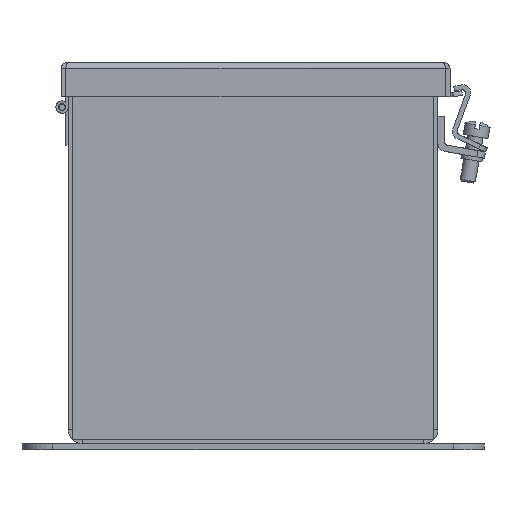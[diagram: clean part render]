
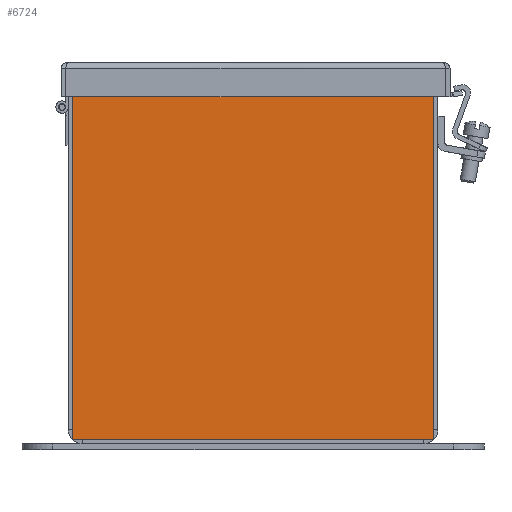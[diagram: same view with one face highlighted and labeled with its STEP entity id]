
A CAD part, left-side view. The second image highlights one B-rep face of the part: STEP entity #6724.
In plain terms, the highlighted face is planar.
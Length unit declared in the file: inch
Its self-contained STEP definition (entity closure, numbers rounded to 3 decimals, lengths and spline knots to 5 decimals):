
#255=PLANE('',#7316);
#503=FACE_OUTER_BOUND('',#861,.T.);
#861=EDGE_LOOP('',(#4585,#4586,#4587,#4588,#4589,#4590,#4591,#4592,#4593,
#4594,#4595,#4596));
#1530=LINE('',#9904,#2224);
#1545=LINE('',#9940,#2239);
#1548=LINE('',#9947,#2242);
#1552=LINE('',#9954,#2246);
#1554=LINE('',#9958,#2248);
#1555=LINE('',#9960,#2249);
#1556=LINE('',#9962,#2250);
#1557=LINE('',#9964,#2251);
#1558=LINE('',#9966,#2252);
#1559=LINE('',#9968,#2253);
#1560=LINE('',#9970,#2254);
#1561=LINE('',#9971,#2255);
#2224=VECTOR('',#8023,0.3937);
#2239=VECTOR('',#8062,0.3937);
#2242=VECTOR('',#8067,0.3937);
#2246=VECTOR('',#8073,0.3937);
#2248=VECTOR('',#8077,0.3937);
#2249=VECTOR('',#8078,0.3937);
#2250=VECTOR('',#8079,0.3937);
#2251=VECTOR('',#8080,0.3937);
#2252=VECTOR('',#8081,0.3937);
#2253=VECTOR('',#8082,0.3937);
#2254=VECTOR('',#8083,0.3937);
#2255=VECTOR('',#8084,0.3937);
#2899=VERTEX_POINT('',#9901);
#2900=VERTEX_POINT('',#9903);
#2909=VERTEX_POINT('',#9939);
#2911=VERTEX_POINT('',#9945);
#2912=VERTEX_POINT('',#9946);
#2915=VERTEX_POINT('',#9957);
#2916=VERTEX_POINT('',#9959);
#2917=VERTEX_POINT('',#9961);
#2918=VERTEX_POINT('',#9963);
#2919=VERTEX_POINT('',#9965);
#2920=VERTEX_POINT('',#9967);
#2921=VERTEX_POINT('',#9969);
#3531=EDGE_CURVE('',#2900,#2899,#1530,.T.);
#3549=EDGE_CURVE('',#2909,#2900,#1545,.T.);
#3552=EDGE_CURVE('',#2911,#2912,#1548,.T.);
#3556=EDGE_CURVE('',#2912,#2909,#1552,.T.);
#3558=EDGE_CURVE('',#2899,#2915,#1554,.T.);
#3559=EDGE_CURVE('',#2915,#2916,#1555,.T.);
#3560=EDGE_CURVE('',#2916,#2917,#1556,.T.);
#3561=EDGE_CURVE('',#2918,#2917,#1557,.T.);
#3562=EDGE_CURVE('',#2919,#2918,#1558,.T.);
#3563=EDGE_CURVE('',#2920,#2919,#1559,.T.);
#3564=EDGE_CURVE('',#2921,#2920,#1560,.T.);
#3565=EDGE_CURVE('',#2911,#2921,#1561,.T.);
#4585=ORIENTED_EDGE('',*,*,#3552,.T.);
#4586=ORIENTED_EDGE('',*,*,#3556,.T.);
#4587=ORIENTED_EDGE('',*,*,#3549,.T.);
#4588=ORIENTED_EDGE('',*,*,#3531,.T.);
#4589=ORIENTED_EDGE('',*,*,#3558,.T.);
#4590=ORIENTED_EDGE('',*,*,#3559,.T.);
#4591=ORIENTED_EDGE('',*,*,#3560,.T.);
#4592=ORIENTED_EDGE('',*,*,#3561,.F.);
#4593=ORIENTED_EDGE('',*,*,#3562,.F.);
#4594=ORIENTED_EDGE('',*,*,#3563,.F.);
#4595=ORIENTED_EDGE('',*,*,#3564,.F.);
#4596=ORIENTED_EDGE('',*,*,#3565,.F.);
#6724=ADVANCED_FACE('',(#503),#255,.F.);
#7316=AXIS2_PLACEMENT_3D('',#9956,#8075,#8076);
#8023=DIRECTION('',(1.,0.,0.));
#8062=DIRECTION('',(0.,1.,0.));
#8067=DIRECTION('',(0.,-1.,0.));
#8073=DIRECTION('',(1.,0.,0.));
#8075=DIRECTION('center_axis',(0.,0.,1.));
#8076=DIRECTION('ref_axis',(1.,0.,0.));
#8077=DIRECTION('',(0.,-1.,0.));
#8078=DIRECTION('',(1.,0.,0.));
#8079=DIRECTION('',(0.,1.,0.));
#8080=DIRECTION('',(-1.,0.,0.));
#8081=DIRECTION('',(0.,1.,0.));
#8082=DIRECTION('',(1.,0.,0.));
#8083=DIRECTION('',(0.,-1.,0.));
#8084=DIRECTION('',(-1.,0.,0.));
#9901=CARTESIAN_POINT('',(5.366,5.82075,0.));
#9903=CARTESIAN_POINT('',(0.486,5.82075,0.));
#9904=CARTESIAN_POINT('',(1.706,5.82075,0.));
#9939=CARTESIAN_POINT('',(0.486,5.82055,0.));
#9940=CARTESIAN_POINT('',(0.486,4.37328,0.));
#9945=CARTESIAN_POINT('',(0.4858,5.852,0.));
#9946=CARTESIAN_POINT('',(0.4858,5.82055,0.));
#9947=CARTESIAN_POINT('',(0.4858,4.389,0.));
#9954=CARTESIAN_POINT('',(1.7059,5.82055,0.));
#9956=CARTESIAN_POINT('Origin',(2.926,2.926,0.));
#9957=CARTESIAN_POINT('',(5.366,5.82055,0.));
#9958=CARTESIAN_POINT('',(5.366,4.389,0.));
#9959=CARTESIAN_POINT('',(5.3662,5.82055,0.));
#9960=CARTESIAN_POINT('',(4.146,5.82055,0.));
#9961=CARTESIAN_POINT('',(5.3662,5.852,0.));
#9962=CARTESIAN_POINT('',(5.3662,4.37328,0.));
#9963=CARTESIAN_POINT('',(5.852,5.852,0.));
#9964=CARTESIAN_POINT('',(5.852,5.852,0.));
#9965=CARTESIAN_POINT('',(5.852,0.,0.));
#9966=CARTESIAN_POINT('',(5.852,0.,0.));
#9967=CARTESIAN_POINT('',(0.,0.,0.));
#9968=CARTESIAN_POINT('',(0.,0.,0.));
#9969=CARTESIAN_POINT('',(0.,5.852,0.));
#9970=CARTESIAN_POINT('',(0.,5.852,0.));
#9971=CARTESIAN_POINT('',(5.852,5.852,0.));
